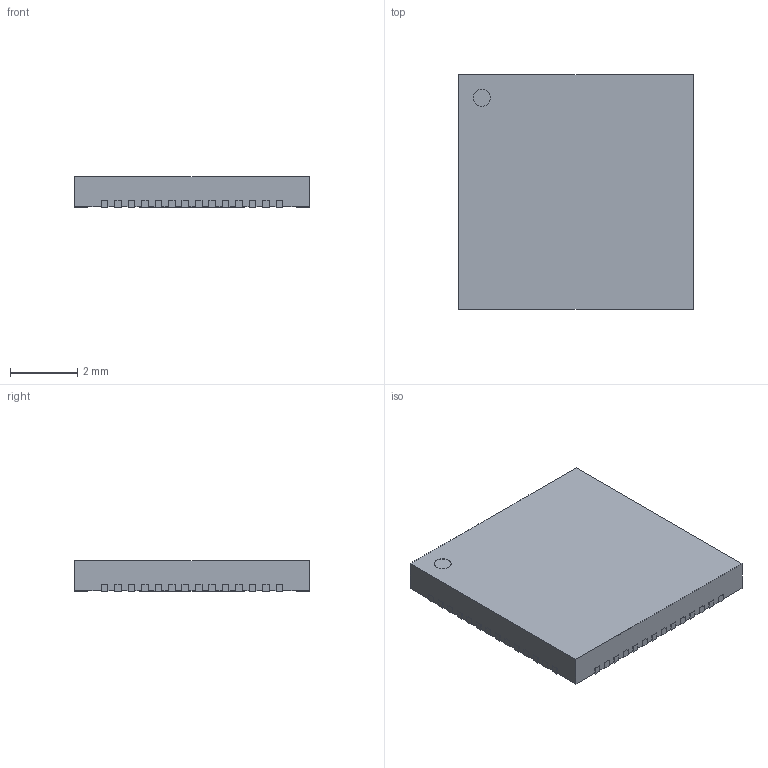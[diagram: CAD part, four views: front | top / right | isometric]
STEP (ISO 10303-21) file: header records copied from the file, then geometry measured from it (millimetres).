
FILE_DESCRIPTION(('FreeCAD Model'),'2;1');
FILE_NAME('QFN-56-1EP_7x7x0.4P_EP3.1.step','2021-03-10T16:56:13',('kicad StepUp'),( 'ksu MCAD'),'Open CASCADE STEP processor 7.3','FreeCAD','Unknown');
FILE_SCHEMA(('AUTOMOTIVE_DESIGN { 1 0 10303 214 1 1 1 1 }'));
Length unit declared in the file: millimetre
Products named in the file (1): QFN-56-1EP_7x7x0.4P_EP3.1
Bounding box: 7 x 7 x 0.92 mm (x, y, z)
Volume: 44.1 mm3; surface area: 124.5 mm2
Topology: 1 solids, 1 shells, 351 faces, 1041 edges, 694 vertices
Faces by surface type: plane 293, cylinder 58
Full cylindrical faces by diameter (mm): 0.5 x1
Entity records: 14082 total; most frequent: CARTESIAN_POINT 2087, ORIENTED_EDGE 2082, DIRECTION 1861, EDGE_CURVE 1041, LINE 925, VECTOR 925, VERTEX_POINT 694, AXIS2_PLACEMENT_3D 468
